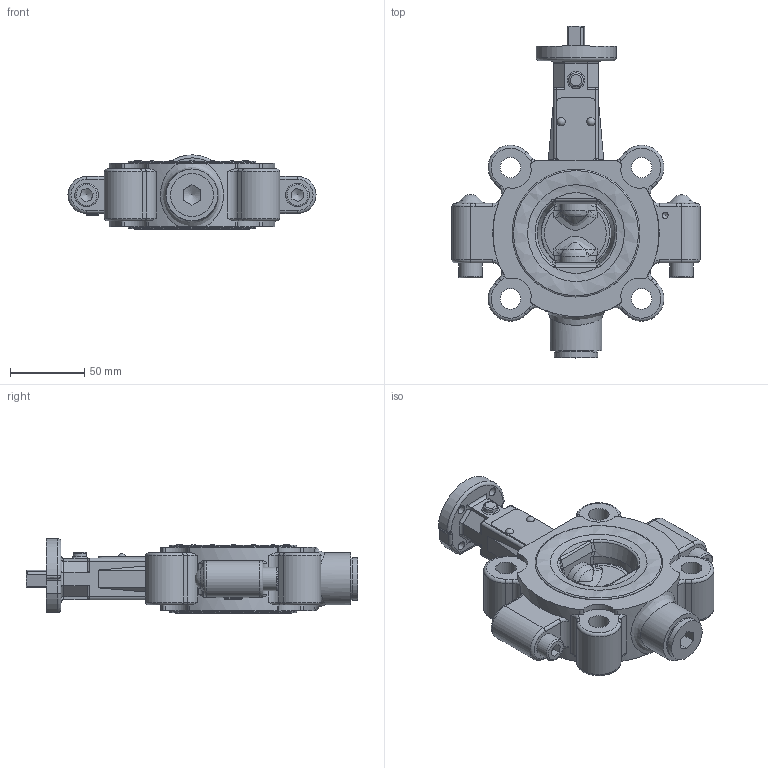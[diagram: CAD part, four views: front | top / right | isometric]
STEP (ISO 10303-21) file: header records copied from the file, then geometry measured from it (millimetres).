
FILE_DESCRIPTION((''),'2;1');
FILE_NAME('Z614-A DN50.stp','2007-10-02T09:01:56',('hellwig'),(''),'Autodesk Inventor 11','Autodesk Inventor 11','');
FILE_SCHEMA(('AUTOMOTIVE_DESIGN { 1 0 10303 214 1 1 1 1 }'));
Length unit declared in the file: millimetre
Products named in the file (1): Bauteil3
Bounding box: 167 x 223.5 x 49.98 mm (x, y, z)
Volume: 558702.9 mm3; surface area: 115716 mm2
Topology: 1 solids, 21 shells, 961 faces, 2462 edges, 1566 vertices
Faces by surface type: plane 324, bspline 316, cylinder 212, torus 53, cone 47, sphere 9
Full cylindrical faces by diameter (mm): 3 x2, 3.2 x2, 8.376 x2, 10 x2, 14 x3, 15 x1, 16 x2, 20.95 x3, 24.3 x1, 28.9 x1, 29 x1, 35 x1, 63.3 x1, 80 x1, 85.8 x1, 86 x1
Entity records: 36348 total; most frequent: CARTESIAN_POINT 15622, ORIENTED_EDGE 4564, DIRECTION 3597, EDGE_CURVE 2282, VERTEX_POINT 1508, AXIS2_PLACEMENT_3D 1292, EDGE_LOOP 1154, VECTOR 1013
